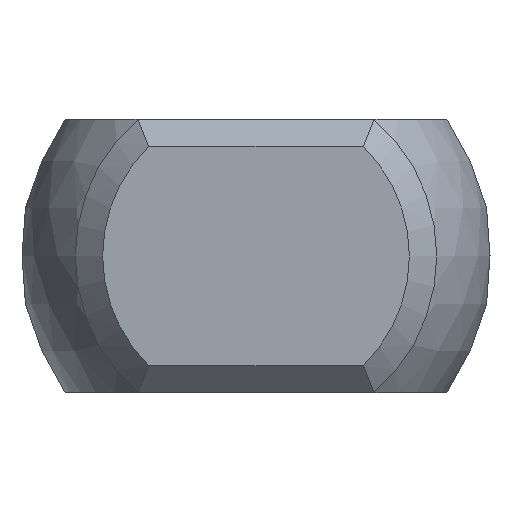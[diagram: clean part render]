
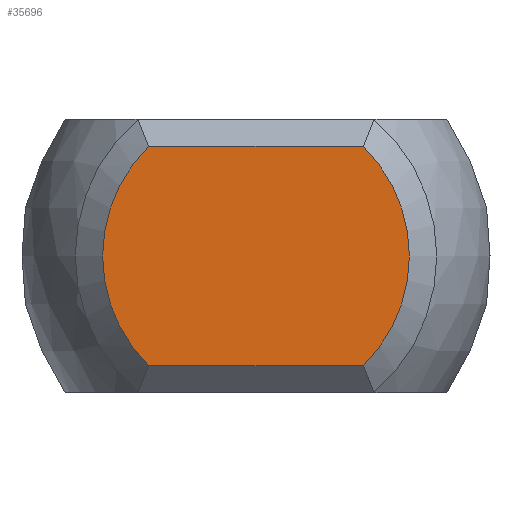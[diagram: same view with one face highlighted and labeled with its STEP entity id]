
A CAD part, left-side view. The second image highlights one B-rep face of the part: STEP entity #35696.
In plain terms, the highlighted planar face has unit normal (-1, 0, 0).
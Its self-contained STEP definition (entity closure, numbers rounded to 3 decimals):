
#32850 = PLANE('',#32851);
#32851 = AXIS2_PLACEMENT_3D('',#32852,#32853,#32854);
#32852 = CARTESIAN_POINT('',(-34.125,3.125,2.25));
#32853 = DIRECTION('',(0.707,0.,-0.707));
#32854 = DIRECTION('',(-0.707,0.,-0.707));
#35045 = EDGE_CURVE('',#35046,#35048,#35050,.T.);
#35046 = VERTEX_POINT('',#35047);
#35047 = CARTESIAN_POINT('',(-34.375,-1.96,-2.));
#35048 = VERTEX_POINT('',#35049);
#35049 = CARTESIAN_POINT('',(-34.375,-1.96,2.));
#35050 = SURFACE_CURVE('',#35051,(#35056,#35068),.PCURVE_S1.);
#35051 = CIRCLE('',#35052,2.8);
#35052 = AXIS2_PLACEMENT_3D('',#35053,#35054,#35055);
#35053 = CARTESIAN_POINT('',(-34.375,0.,0.));
#35054 = DIRECTION('',(-1.,0.,0.));
#35055 = DIRECTION('',(0.,-1.,0.));
#35056 = PCURVE('',#35057,#35062);
#35057 = CONICAL_SURFACE('',#35058,3.05,0.785);
#35058 = AXIS2_PLACEMENT_3D('',#35059,#35060,#35061);
#35059 = CARTESIAN_POINT('',(-34.125,0.,0.));
#35060 = DIRECTION('',(1.,0.,0.));
#35061 = DIRECTION('',(0.,-1.,0.));
#35062 = DEFINITIONAL_REPRESENTATION('',(#35063),#35067);
#35063 = LINE('',#35064,#35065);
#35064 = CARTESIAN_POINT('',(6.283,-0.25));
#35065 = VECTOR('',#35066,1.);
#35066 = DIRECTION('',(-1.,0.));
#35067 = ( GEOMETRIC_REPRESENTATION_CONTEXT(2) 
PARAMETRIC_REPRESENTATION_CONTEXT() REPRESENTATION_CONTEXT('2D SPACE',''
  ) );
#35068 = PCURVE('',#35069,#35074);
#35069 = PLANE('',#35070);
#35070 = AXIS2_PLACEMENT_3D('',#35071,#35072,#35073);
#35071 = CARTESIAN_POINT('',(-34.375,0.,0.));
#35072 = DIRECTION('',(1.,0.,0.));
#35073 = DIRECTION('',(0.,0.,-1.));
#35074 = DEFINITIONAL_REPRESENTATION('',(#35075),#35083);
#35075 = ( BOUNDED_CURVE() B_SPLINE_CURVE(2,(#35076,#35077,#35078,#35079
    ,#35080,#35081,#35082),.UNSPECIFIED.,.T.,.F.) 
B_SPLINE_CURVE_WITH_KNOTS((1,2,2,2,2,1),(-2.094,0.,
    2.094,4.189,6.283,8.378),
.UNSPECIFIED.) CURVE() GEOMETRIC_REPRESENTATION_ITEM() 
RATIONAL_B_SPLINE_CURVE((1.,0.5,1.,0.5,1.,0.5,1.)) REPRESENTATION_ITEM(
  '') );
#35076 = CARTESIAN_POINT('',(0.,-2.8));
#35077 = CARTESIAN_POINT('',(-4.85,-2.8));
#35078 = CARTESIAN_POINT('',(-2.425,1.4));
#35079 = CARTESIAN_POINT('',(0.,5.6));
#35080 = CARTESIAN_POINT('',(2.425,1.4));
#35081 = CARTESIAN_POINT('',(4.85,-2.8));
#35082 = CARTESIAN_POINT('',(0.,-2.8));
#35083 = ( GEOMETRIC_REPRESENTATION_CONTEXT(2) 
PARAMETRIC_REPRESENTATION_CONTEXT() REPRESENTATION_CONTEXT('2D SPACE',''
  ) );
#35101 = PLANE('',#35102);
#35102 = AXIS2_PLACEMENT_3D('',#35103,#35104,#35105);
#35103 = CARTESIAN_POINT('',(-34.125,-3.125,-2.25));
#35104 = DIRECTION('',(0.707,0.,0.707)
  );
#35105 = DIRECTION('',(0.707,0.,-0.707));
#35161 = EDGE_CURVE('',#35048,#35162,#35164,.T.);
#35162 = VERTEX_POINT('',#35163);
#35163 = CARTESIAN_POINT('',(-34.375,1.96,2.));
#35164 = SURFACE_CURVE('',#35165,(#35169,#35176),.PCURVE_S1.);
#35165 = LINE('',#35166,#35167);
#35166 = CARTESIAN_POINT('',(-34.375,3.125,2.));
#35167 = VECTOR('',#35168,1.);
#35168 = DIRECTION('',(0.,1.,0.));
#35169 = PCURVE('',#32850,#35170);
#35170 = DEFINITIONAL_REPRESENTATION('',(#35171),#35175);
#35171 = LINE('',#35172,#35173);
#35172 = CARTESIAN_POINT('',(0.354,0.));
#35173 = VECTOR('',#35174,1.);
#35174 = DIRECTION('',(0.,1.));
#35175 = ( GEOMETRIC_REPRESENTATION_CONTEXT(2) 
PARAMETRIC_REPRESENTATION_CONTEXT() REPRESENTATION_CONTEXT('2D SPACE',''
  ) );
#35176 = PCURVE('',#35069,#35177);
#35177 = DEFINITIONAL_REPRESENTATION('',(#35178),#35182);
#35178 = LINE('',#35179,#35180);
#35179 = CARTESIAN_POINT('',(-2.,3.125));
#35180 = VECTOR('',#35181,1.);
#35181 = DIRECTION('',(0.,1.));
#35182 = ( GEOMETRIC_REPRESENTATION_CONTEXT(2) 
PARAMETRIC_REPRESENTATION_CONTEXT() REPRESENTATION_CONTEXT('2D SPACE',''
  ) );
#35202 = CONICAL_SURFACE('',#35203,3.05,0.785);
#35203 = AXIS2_PLACEMENT_3D('',#35204,#35205,#35206);
#35204 = CARTESIAN_POINT('',(-34.125,0.,0.));
#35205 = DIRECTION('',(1.,0.,0.));
#35206 = DIRECTION('',(-0.,1.,0.));
#35216 = EDGE_CURVE('',#35162,#35217,#35219,.T.);
#35217 = VERTEX_POINT('',#35218);
#35218 = CARTESIAN_POINT('',(-34.375,1.96,-2.));
#35219 = SURFACE_CURVE('',#35220,(#35225,#35232),.PCURVE_S1.);
#35220 = CIRCLE('',#35221,2.8);
#35221 = AXIS2_PLACEMENT_3D('',#35222,#35223,#35224);
#35222 = CARTESIAN_POINT('',(-34.375,0.,0.));
#35223 = DIRECTION('',(-1.,0.,0.));
#35224 = DIRECTION('',(0.,1.,0.));
#35225 = PCURVE('',#35202,#35226);
#35226 = DEFINITIONAL_REPRESENTATION('',(#35227),#35231);
#35227 = LINE('',#35228,#35229);
#35228 = CARTESIAN_POINT('',(6.283,-0.25));
#35229 = VECTOR('',#35230,1.);
#35230 = DIRECTION('',(-1.,0.));
#35231 = ( GEOMETRIC_REPRESENTATION_CONTEXT(2) 
PARAMETRIC_REPRESENTATION_CONTEXT() REPRESENTATION_CONTEXT('2D SPACE',''
  ) );
#35232 = PCURVE('',#35069,#35233);
#35233 = DEFINITIONAL_REPRESENTATION('',(#35234),#35242);
#35234 = ( BOUNDED_CURVE() B_SPLINE_CURVE(2,(#35235,#35236,#35237,#35238
    ,#35239,#35240,#35241),.UNSPECIFIED.,.T.,.F.) 
B_SPLINE_CURVE_WITH_KNOTS((1,2,2,2,2,1),(-2.094,0.,
    2.094,4.189,6.283,8.378),
.UNSPECIFIED.) CURVE() GEOMETRIC_REPRESENTATION_ITEM() 
RATIONAL_B_SPLINE_CURVE((1.,0.5,1.,0.5,1.,0.5,1.)) REPRESENTATION_ITEM(
  '') );
#35235 = CARTESIAN_POINT('',(0.,2.8));
#35236 = CARTESIAN_POINT('',(4.85,2.8));
#35237 = CARTESIAN_POINT('',(2.425,-1.4));
#35238 = CARTESIAN_POINT('',(0.,-5.6));
#35239 = CARTESIAN_POINT('',(-2.425,-1.4));
#35240 = CARTESIAN_POINT('',(-4.85,2.8));
#35241 = CARTESIAN_POINT('',(0.,2.8));
#35242 = ( GEOMETRIC_REPRESENTATION_CONTEXT(2) 
PARAMETRIC_REPRESENTATION_CONTEXT() REPRESENTATION_CONTEXT('2D SPACE',''
  ) );
#35316 = EDGE_CURVE('',#35217,#35046,#35317,.T.);
#35317 = SURFACE_CURVE('',#35318,(#35322,#35329),.PCURVE_S1.);
#35318 = LINE('',#35319,#35320);
#35319 = CARTESIAN_POINT('',(-34.375,-3.125,-2.));
#35320 = VECTOR('',#35321,1.);
#35321 = DIRECTION('',(0.,-1.,0.));
#35322 = PCURVE('',#35101,#35323);
#35323 = DEFINITIONAL_REPRESENTATION('',(#35324),#35328);
#35324 = LINE('',#35325,#35326);
#35325 = CARTESIAN_POINT('',(-0.354,0.));
#35326 = VECTOR('',#35327,1.);
#35327 = DIRECTION('',(0.,-1.));
#35328 = ( GEOMETRIC_REPRESENTATION_CONTEXT(2) 
PARAMETRIC_REPRESENTATION_CONTEXT() REPRESENTATION_CONTEXT('2D SPACE',''
  ) );
#35329 = PCURVE('',#35069,#35330);
#35330 = DEFINITIONAL_REPRESENTATION('',(#35331),#35335);
#35331 = LINE('',#35332,#35333);
#35332 = CARTESIAN_POINT('',(2.,-3.125));
#35333 = VECTOR('',#35334,1.);
#35334 = DIRECTION('',(0.,-1.));
#35335 = ( GEOMETRIC_REPRESENTATION_CONTEXT(2) 
PARAMETRIC_REPRESENTATION_CONTEXT() REPRESENTATION_CONTEXT('2D SPACE',''
  ) );
#35696 = ADVANCED_FACE('',(#35697),#35069,.F.);
#35697 = FACE_BOUND('',#35698,.T.);
#35698 = EDGE_LOOP('',(#35699,#35700,#35701,#35702));
#35699 = ORIENTED_EDGE('',*,*,#35045,.T.);
#35700 = ORIENTED_EDGE('',*,*,#35161,.T.);
#35701 = ORIENTED_EDGE('',*,*,#35216,.T.);
#35702 = ORIENTED_EDGE('',*,*,#35316,.T.);
